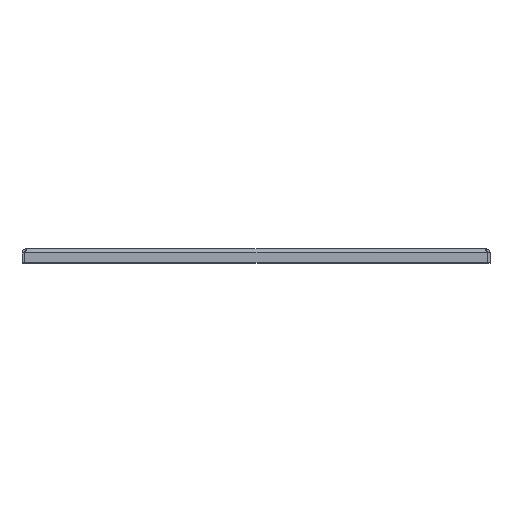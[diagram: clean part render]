
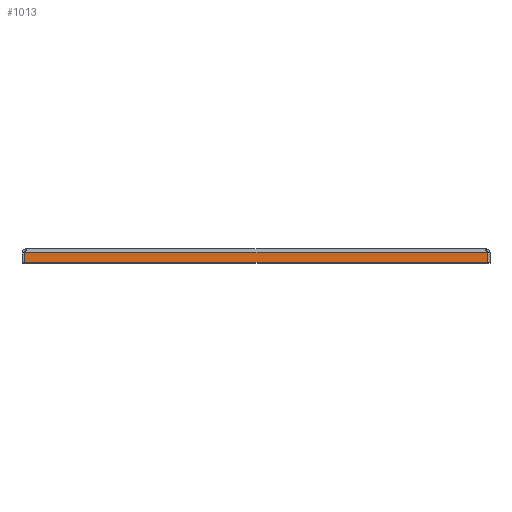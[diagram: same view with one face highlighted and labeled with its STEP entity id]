
A CAD part, top view. The second image highlights one B-rep face of the part: STEP entity #1013.
In plain terms, the highlighted planar face has unit normal (0, 0, 1).
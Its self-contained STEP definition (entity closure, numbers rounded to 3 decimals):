
#86 = VERTEX_POINT ( 'NONE', #2457 ) ;
#129 = ORIENTED_EDGE ( 'NONE', *, *, #1203, .F. ) ;
#186 = CARTESIAN_POINT ( 'NONE',  ( 171.346, 0.846, 150. ) ) ;
#242 = LINE ( 'NONE', #186, #2755 ) ;
#442 = VERTEX_POINT ( 'NONE', #3429 ) ;
#490 = DIRECTION ( 'NONE',  ( 0., -1., 0. ) ) ;
#564 = DIRECTION ( 'NONE',  ( 0., 1., 0. ) ) ;
#595 = EDGE_LOOP ( 'NONE', ( #3640, #2183, #129, #1564 ) ) ;
#614 = LINE ( 'NONE', #1480, #1354 ) ;
#655 = VECTOR ( 'NONE', #1873, 1000. ) ;
#674 = LINE ( 'NONE', #1814, #655 ) ;
#1013 = ADVANCED_FACE ( 'NONE', ( #1998 ), #1394, .T. ) ;
#1111 = CARTESIAN_POINT ( 'NONE',  ( -171.346, -3., 150. ) ) ;
#1203 = EDGE_CURVE ( 'NONE', #3723, #1891, #614, .T. ) ;
#1354 = VECTOR ( 'NONE', #564, 1000. ) ;
#1394 = PLANE ( 'NONE',  #3425 ) ;
#1438 = EDGE_CURVE ( 'NONE', #86, #3723, #3455, .T. ) ;
#1480 = CARTESIAN_POINT ( 'NONE',  ( -171.346, 0.846, 150. ) ) ;
#1564 = ORIENTED_EDGE ( 'NONE', *, *, #1438, .F. ) ;
#1814 = CARTESIAN_POINT ( 'NONE',  ( 0., -3., 150. ) ) ;
#1873 = DIRECTION ( 'NONE',  ( -1., 0., 0. ) ) ;
#1891 = VERTEX_POINT ( 'NONE', #1111 ) ;
#1998 = FACE_OUTER_BOUND ( 'NONE', #595, .T. ) ;
#2183 = ORIENTED_EDGE ( 'NONE', *, *, #2959, .T. ) ;
#2457 = CARTESIAN_POINT ( 'NONE',  ( 171.346, -10., 150. ) ) ;
#2561 = CARTESIAN_POINT ( 'NONE',  ( -171.346, -10., 150. ) ) ;
#2595 = DIRECTION ( 'NONE',  ( 0., 0., 1. ) ) ;
#2636 = CARTESIAN_POINT ( 'NONE',  ( 0., 147.193, 150. ) ) ;
#2755 = VECTOR ( 'NONE', #3513, 1000. ) ;
#2951 = CARTESIAN_POINT ( 'NONE',  ( -171.346, -10., 150. ) ) ;
#2959 = EDGE_CURVE ( 'NONE', #442, #1891, #674, .T. ) ;
#3360 = EDGE_CURVE ( 'NONE', #442, #86, #242, .T. ) ;
#3425 = AXIS2_PLACEMENT_3D ( 'NONE', #2636, #2595, #490 ) ;
#3429 = CARTESIAN_POINT ( 'NONE',  ( 171.346, -3., 150. ) ) ;
#3455 = LINE ( 'NONE', #2951, #3814 ) ;
#3513 = DIRECTION ( 'NONE',  ( 0., -1., 0. ) ) ;
#3537 = DIRECTION ( 'NONE',  ( -1., 0., 0. ) ) ;
#3640 = ORIENTED_EDGE ( 'NONE', *, *, #3360, .F. ) ;
#3723 = VERTEX_POINT ( 'NONE', #2561 ) ;
#3814 = VECTOR ( 'NONE', #3537, 1000. ) ;
